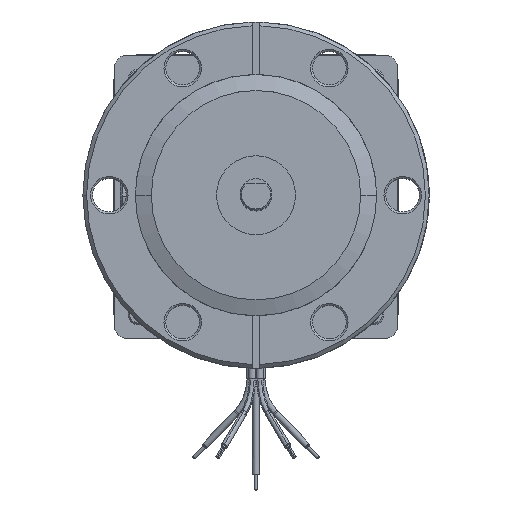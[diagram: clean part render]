
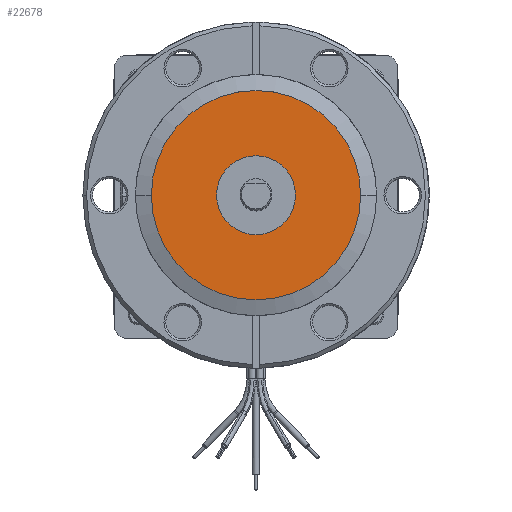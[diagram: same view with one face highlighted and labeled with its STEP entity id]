
A CAD part, top view. The second image highlights one B-rep face of the part: STEP entity #22678.
In plain terms, the highlighted planar face has unit normal (0, 0, 1).
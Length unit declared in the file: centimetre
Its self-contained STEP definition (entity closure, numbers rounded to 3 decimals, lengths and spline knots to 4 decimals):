
#9458 = FACE_OUTER_BOUND ( 'NONE', #108600, .T. ) ;
#9479 = FACE_BOUND ( 'NONE', #110822, .T. ) ;
#14484 = AXIS2_PLACEMENT_3D ( 'NONE', #18037, #18056, #18058 ) ;
#18037 = CARTESIAN_POINT ( 'NONE',  ( 0., 2.0955, -0.1295 ) ) ;
#18046 = PLANE ( 'NONE',  #14484 ) ;
#18056 = DIRECTION ( 'NONE',  ( 0., 0., 1. ) ) ;
#18058 = DIRECTION ( 'NONE',  ( 0., -1., 0. ) ) ;
#22678 = ADVANCED_FACE ( 'NONE', ( #9458, #9479 ), #18046, .T. ) ;
#55094 = VERTEX_POINT ( 'NONE', #114087 ) ;
#55437 = VERTEX_POINT ( 'NONE', #114512 ) ;
#55495 = VERTEX_POINT ( 'NONE', #114584 ) ;
#55542 = VERTEX_POINT ( 'NONE', #114663 ) ;
#61080 = ORIENTED_EDGE ( 'NONE', *, *, #125427, .T. ) ;
#61523 = ORIENTED_EDGE ( 'NONE', *, *, #125219, .T. ) ;
#61531 = ORIENTED_EDGE ( 'NONE', *, *, #102108, .T. ) ;
#61946 = ORIENTED_EDGE ( 'NONE', *, *, #102116, .T. ) ;
#98447 = CIRCLE ( 'NONE', #124164, 0.7899 ) ;
#98493 = CIRCLE ( 'NONE', #124174, 2.0955 ) ;
#101376 = CARTESIAN_POINT ( 'NONE',  ( 0., 0., -0.1295 ) ) ;
#101377 = DIRECTION ( 'NONE',  ( 0., 0., -1. ) ) ;
#101379 = DIRECTION ( 'NONE',  ( 1., 0., 0. ) ) ;
#101426 = CARTESIAN_POINT ( 'NONE',  ( 0., 0., -0.1295 ) ) ;
#101428 = DIRECTION ( 'NONE',  ( 0., 0., 1. ) ) ;
#101429 = DIRECTION ( 'NONE',  ( -1., 0., 0. ) ) ;
#102108 = EDGE_CURVE ( 'NONE', #55542, #55495, #98447, .T. ) ;
#102116 = EDGE_CURVE ( 'NONE', #55437, #55094, #98493, .T. ) ;
#108600 = EDGE_LOOP ( 'NONE', ( #61946, #61080 ) ) ;
#110822 = EDGE_LOOP ( 'NONE', ( #61531, #61523 ) ) ;
#114087 = CARTESIAN_POINT ( 'NONE',  ( 2.0955, 0., -0.1295 ) ) ;
#114512 = CARTESIAN_POINT ( 'NONE',  ( -2.0955, 0., -0.1295 ) ) ;
#114584 = CARTESIAN_POINT ( 'NONE',  ( -0.7899, 0., -0.1295 ) ) ;
#114663 = CARTESIAN_POINT ( 'NONE',  ( 0.7899, 0., -0.1295 ) ) ;
#124164 = AXIS2_PLACEMENT_3D ( 'NONE', #101376, #101377, #101379 ) ;
#124174 = AXIS2_PLACEMENT_3D ( 'NONE', #101426, #101428, #101429 ) ;
#125219 = EDGE_CURVE ( 'NONE', #55495, #55542, #126212, .T. ) ;
#125427 = EDGE_CURVE ( 'NONE', #55094, #55437, #126472, .T. ) ;
#125472 = AXIS2_PLACEMENT_3D ( 'NONE', #130578, #130580, #130583 ) ;
#125516 = AXIS2_PLACEMENT_3D ( 'NONE', #131267, #131269, #131272 ) ;
#126212 = CIRCLE ( 'NONE', #125472, 0.7899 ) ;
#126472 = CIRCLE ( 'NONE', #125516, 2.0955 ) ;
#130578 = CARTESIAN_POINT ( 'NONE',  ( 0., 0., -0.1295 ) ) ;
#130580 = DIRECTION ( 'NONE',  ( 0., 0., -1. ) ) ;
#130583 = DIRECTION ( 'NONE',  ( 1., 0., 0. ) ) ;
#131267 = CARTESIAN_POINT ( 'NONE',  ( 0., 0., -0.1295 ) ) ;
#131269 = DIRECTION ( 'NONE',  ( 0., 0., 1. ) ) ;
#131272 = DIRECTION ( 'NONE',  ( -1., 0., 0. ) ) ;
